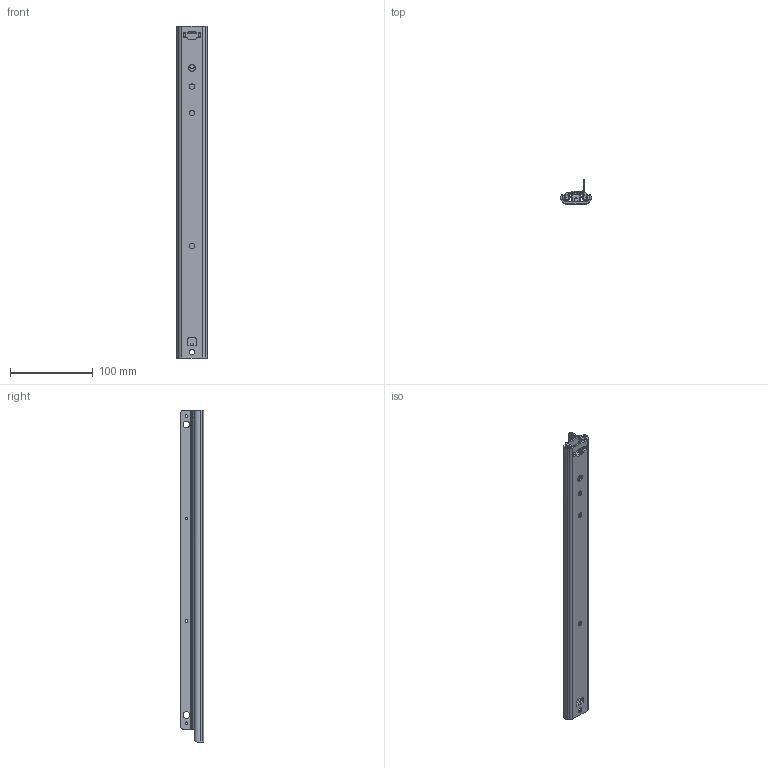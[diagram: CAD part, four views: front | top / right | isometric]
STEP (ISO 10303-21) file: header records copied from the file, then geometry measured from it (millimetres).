
FILE_DESCRIPTION(/* description */ ('Master (Parameters)'),/* implementation_level */ '2;1');
FILE_NAME(/* name */ '107-241-00-in.stp',/* time_stamp */ '2015-06-22T10:53:07+02:00',/* author */ ('W.Jans'),/* organization */ (''),/* preprocessor_version */ 'ST-DEVELOPER v15.6',/* originating_system */ 'Autodesk Inventor 2015',/* authorisation */ '');
FILE_SCHEMA (('CONFIG_CONTROL_DESIGN'));
Length unit declared in the file: millimetre
Products named in the file (10): E000032024; E000032020; E000032022; E000032019; E000032018; E000032021; E000032017; E000031230; E000032015; E000032012
Assembly tree (20 placements, depth 3):
  E000032012
    E000032024
    E000032022
      E000032020
    E000032021
      E000032019
      E000032018  x12
    E000032015
      E000032017
      E000031230
Bounding box: 37 x 28.5 x 400 mm (x, y, z)
Volume: 85310.7 mm3; surface area: 101049.8 mm2
Topology: 16 solids, 16 shells, 508 faces, 1462 edges, 966 vertices
Faces by surface type: plane 324, cylinder 168, sphere 12, bspline 4
Full cylindrical faces by diameter (mm): 3.3 x4, 5.9 x12, 6.5 x4, 8 x2, 8.1 x2
Entity records: 16775 total; most frequent: CARTESIAN_POINT 3175, ORIENTED_EDGE 2806, DIRECTION 2760, EDGE_CURVE 1403, LINE 1036, VECTOR 1036, VERTEX_POINT 944, AXIS2_PLACEMENT_3D 862
